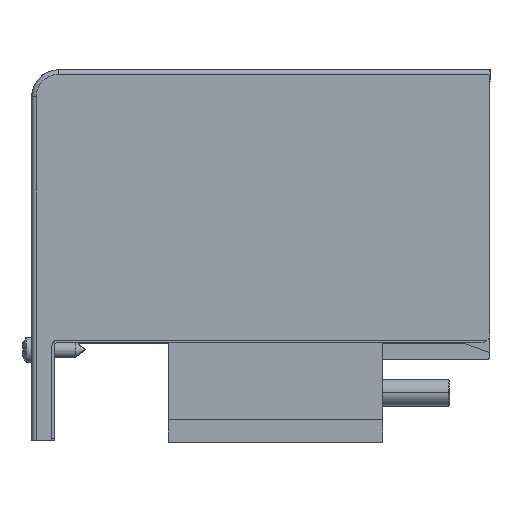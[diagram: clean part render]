
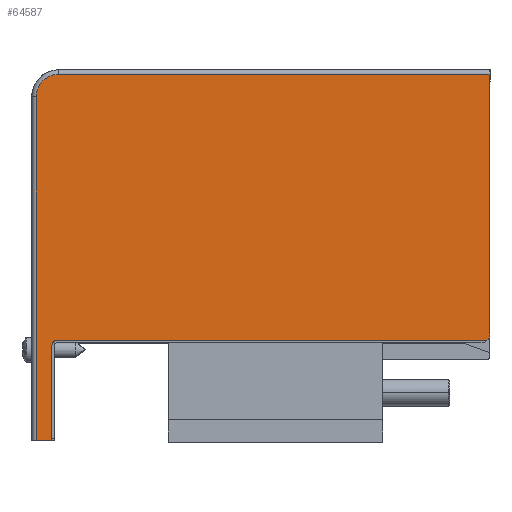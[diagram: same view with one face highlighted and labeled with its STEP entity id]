
A CAD part, front view. The second image highlights one B-rep face of the part: STEP entity #64587.
In plain terms, the highlighted planar face has unit normal (0, -1, 0).
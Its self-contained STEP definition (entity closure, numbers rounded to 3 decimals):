
#6925=DIRECTION('',(0.,0.,1.));
#6926=VECTOR('',#6925,57.5);
#6927=CARTESIAN_POINT('',(50.3,-104.5,154.5));
#6928=LINE('',#6927,#6926);
#9212=CARTESIAN_POINT('',(48.3,-104.5,154.5));
#9213=DIRECTION('',(0.,1.,0.));
#9214=DIRECTION('',(1.,0.,0.));
#9215=AXIS2_PLACEMENT_3D('',#9212,#9213,#9214);
#9217=DIRECTION('',(-1.,0.,0.));
#9218=VECTOR('',#9217,95.323);
#9219=CARTESIAN_POINT('',(49.623,-104.5,153.));
#9220=LINE('',#9219,#9218);
#9221=CARTESIAN_POINT('',(-45.7,-104.5,152.));
#9222=DIRECTION('',(0.,-1.,0.));
#9223=DIRECTION('',(0.,0.,1.));
#9224=AXIS2_PLACEMENT_3D('',#9221,#9222,#9223);
#9226=DIRECTION('',(-1.,0.,0.));
#9227=VECTOR('',#9226,3.5);
#9228=CARTESIAN_POINT('',(-46.7,-104.5,130.9));
#9229=LINE('',#9228,#9227);
#9230=CARTESIAN_POINT('',(-45.2,-104.5,207.));
#9231=DIRECTION('',(0.,1.,0.));
#9232=DIRECTION('',(-1.,0.,0.));
#9233=AXIS2_PLACEMENT_3D('',#9230,#9231,#9232);
#9294=DIRECTION('',(0.,0.,1.));
#9295=VECTOR('',#9294,21.1);
#9296=CARTESIAN_POINT('',(-46.7,-104.5,130.9));
#9297=LINE('',#9296,#9295);
#9302=DIRECTION('',(0.,0.,-1.));
#9303=VECTOR('',#9302,76.1);
#9304=CARTESIAN_POINT('',(-50.2,-104.5,207.));
#9305=LINE('',#9304,#9303);
#11425=DIRECTION('',(-1.,0.,0.));
#11426=VECTOR('',#11425,95.5);
#11427=CARTESIAN_POINT('',(50.3,-104.5,212.));
#11428=LINE('',#11427,#11426);
#42340=CARTESIAN_POINT('',(-50.2,-104.5,130.9));
#42341=VERTEX_POINT('',#42340);
#42343=CARTESIAN_POINT('',(-46.7,-104.5,130.9));
#42345=VERTEX_POINT('',#42343);
#42366=CARTESIAN_POINT('',(50.3,-104.5,154.5));
#42367=CARTESIAN_POINT('',(49.623,-104.5,153.));
#42368=VERTEX_POINT('',#42366);
#42369=VERTEX_POINT('',#42367);
#42370=CARTESIAN_POINT('',(-45.7,-104.5,153.));
#42371=VERTEX_POINT('',#42370);
#42372=CARTESIAN_POINT('',(-46.7,-104.5,152.));
#42373=VERTEX_POINT('',#42372);
#42374=CARTESIAN_POINT('',(-50.2,-104.5,207.));
#42375=CARTESIAN_POINT('',(-45.2,-104.5,212.));
#42376=VERTEX_POINT('',#42374);
#42377=VERTEX_POINT('',#42375);
#42384=CARTESIAN_POINT('',(50.3,-104.5,212.));
#42385=VERTEX_POINT('',#42384);
#64565=CARTESIAN_POINT('',(0.05,-104.5,171.45));
#64566=DIRECTION('',(0.,1.,0.));
#64567=DIRECTION('',(0.,0.,-1.));
#64568=AXIS2_PLACEMENT_3D('',#64565,#64566,#64567);
#64569=PLANE('',#64568);
#64570=ORIENTED_EDGE('',*,*,#64545,.T.);
#64572=ORIENTED_EDGE('',*,*,#64571,.T.);
#64574=ORIENTED_EDGE('',*,*,#64573,.T.);
#64576=ORIENTED_EDGE('',*,*,#64575,.F.);
#64577=ORIENTED_EDGE('',*,*,#47315,.T.);
#64579=ORIENTED_EDGE('',*,*,#64578,.F.);
#64581=ORIENTED_EDGE('',*,*,#64580,.T.);
#64583=ORIENTED_EDGE('',*,*,#64582,.F.);
#64584=ORIENTED_EDGE('',*,*,#59825,.F.);
#64585=EDGE_LOOP('',(#64570,#64572,#64574,#64576,#64577,#64579,#64581,#64583,
#64584));
#64586=FACE_OUTER_BOUND('',#64585,.F.);
#9216=CIRCLE('',#9215,2.);
#9225=CIRCLE('',#9224,1.);
#9234=CIRCLE('',#9233,5.);
#47315=EDGE_CURVE('',#42345,#42341,#9229,.T.);
#59825=EDGE_CURVE('',#42368,#42385,#6928,.T.);
#64545=EDGE_CURVE('',#42368,#42369,#9216,.T.);
#64571=EDGE_CURVE('',#42369,#42371,#9220,.T.);
#64573=EDGE_CURVE('',#42371,#42373,#9225,.T.);
#64575=EDGE_CURVE('',#42345,#42373,#9297,.T.);
#64578=EDGE_CURVE('',#42376,#42341,#9305,.T.);
#64580=EDGE_CURVE('',#42376,#42377,#9234,.T.);
#64582=EDGE_CURVE('',#42385,#42377,#11428,.T.);
#64587=ADVANCED_FACE('',(#64586),#64569,.F.);
